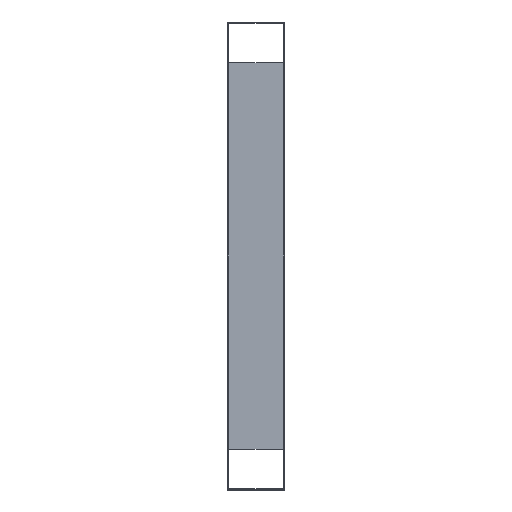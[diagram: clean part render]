
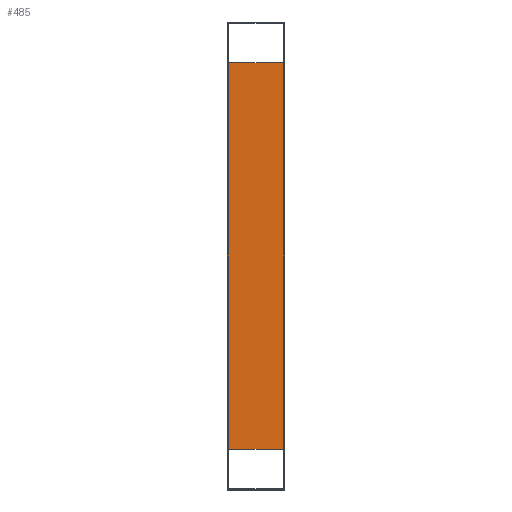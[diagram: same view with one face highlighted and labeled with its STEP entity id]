
A CAD part, left-side view. The second image highlights one B-rep face of the part: STEP entity #485.
In plain terms, the highlighted planar face has unit normal (-1, 0, 0).
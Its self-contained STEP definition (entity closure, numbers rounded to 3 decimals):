
#30 = ORIENTED_EDGE ( 'NONE', *, *, #1918, .T. ) ;
#65 = DIRECTION ( 'NONE',  ( 0., -1., 0. ) ) ;
#138 = VECTOR ( 'NONE', #822, 1000. ) ;
#144 = EDGE_CURVE ( 'NONE', #478, #1544, #2033, .T. ) ;
#168 = ORIENTED_EDGE ( 'NONE', *, *, #863, .T. ) ;
#169 = FACE_OUTER_BOUND ( 'NONE', #1079, .T. ) ;
#179 = CARTESIAN_POINT ( 'NONE',  ( -400., 70., 286.5 ) ) ;
#182 = EDGE_CURVE ( 'NONE', #1691, #553, #970, .T. ) ;
#190 = LINE ( 'NONE', #504, #138 ) ;
#191 = EDGE_CURVE ( 'NONE', #1544, #1905, #1157, .T. ) ;
#240 = DIRECTION ( 'NONE',  ( 0., 0., 1. ) ) ;
#259 = ORIENTED_EDGE ( 'NONE', *, *, #182, .T. ) ;
#271 = ORIENTED_EDGE ( 'NONE', *, *, #1831, .F. ) ;
#316 = CARTESIAN_POINT ( 'NONE',  ( -400., 1.4, 236.5 ) ) ;
#338 = EDGE_LOOP ( 'NONE', ( #1386, #1383, #346, #2133 ) ) ;
#346 = ORIENTED_EDGE ( 'NONE', *, *, #144, .T. ) ;
#452 = LINE ( 'NONE', #872, #1908 ) ;
#460 = EDGE_CURVE ( 'NONE', #1492, #590, #1874, .T. ) ;
#474 = VECTOR ( 'NONE', #1373, 1000. ) ;
#478 = VERTEX_POINT ( 'NONE', #316 ) ;
#481 = VERTEX_POINT ( 'NONE', #179 ) ;
#485 = ADVANCED_FACE ( 'NONE', ( #1021, #1484, #169 ), #1749, .T. ) ;
#504 = CARTESIAN_POINT ( 'NONE',  ( -400., 68.6, -285.1 ) ) ;
#506 = CARTESIAN_POINT ( 'NONE',  ( -400., 70., -433.547 ) ) ;
#530 = VECTOR ( 'NONE', #1374, 1000. ) ;
#548 = VECTOR ( 'NONE', #684, 1000. ) ;
#553 = VERTEX_POINT ( 'NONE', #1044 ) ;
#562 = LINE ( 'NONE', #903, #1627 ) ;
#590 = VERTEX_POINT ( 'NONE', #730 ) ;
#606 = DIRECTION ( 'NONE',  ( 0., 0., -1. ) ) ;
#684 = DIRECTION ( 'NONE',  ( 0., 1., 0. ) ) ;
#706 = ORIENTED_EDGE ( 'NONE', *, *, #1141, .T. ) ;
#730 = CARTESIAN_POINT ( 'NONE',  ( -400., 0., -286.5 ) ) ;
#737 = CARTESIAN_POINT ( 'NONE',  ( -400., 0., 286.5 ) ) ;
#770 = DIRECTION ( 'NONE',  ( 0., 1., 0. ) ) ;
#790 = CARTESIAN_POINT ( 'NONE',  ( -400., 68.6, -236.5 ) ) ;
#818 = CARTESIAN_POINT ( 'NONE',  ( -400., 68.6, -285.1 ) ) ;
#822 = DIRECTION ( 'NONE',  ( 0., 0., 1. ) ) ;
#849 = EDGE_CURVE ( 'NONE', #590, #1533, #1857, .T. ) ;
#858 = DIRECTION ( 'NONE',  ( -1., 0., 0. ) ) ;
#863 = EDGE_CURVE ( 'NONE', #1122, #1199, #1463, .T. ) ;
#872 = CARTESIAN_POINT ( 'NONE',  ( -400., 70., 286.5 ) ) ;
#903 = CARTESIAN_POINT ( 'NONE',  ( -400., 1.4, 285.1 ) ) ;
#932 = AXIS2_PLACEMENT_3D ( 'NONE', #506, #858, #1404 ) ;
#941 = CARTESIAN_POINT ( 'NONE',  ( -400., 68.6, 285.1 ) ) ;
#959 = EDGE_LOOP ( 'NONE', ( #706, #168, #30, #259 ) ) ;
#970 = LINE ( 'NONE', #1472, #1592 ) ;
#1021 = FACE_BOUND ( 'NONE', #959, .T. ) ;
#1044 = CARTESIAN_POINT ( 'NONE',  ( -400., 1.4, -236.5 ) ) ;
#1079 = EDGE_LOOP ( 'NONE', ( #271, #2026, #2176, #1999 ) ) ;
#1122 = VERTEX_POINT ( 'NONE', #1289 ) ;
#1141 = EDGE_CURVE ( 'NONE', #553, #1122, #1491, .T. ) ;
#1157 = LINE ( 'NONE', #1866, #1426 ) ;
#1199 = VERTEX_POINT ( 'NONE', #818 ) ;
#1224 = CARTESIAN_POINT ( 'NONE',  ( -400., 68.6, -285.1 ) ) ;
#1264 = LINE ( 'NONE', #1706, #474 ) ;
#1289 = CARTESIAN_POINT ( 'NONE',  ( -400., 1.4, -285.1 ) ) ;
#1315 = LINE ( 'NONE', #941, #1563 ) ;
#1336 = EDGE_CURVE ( 'NONE', #1533, #481, #452, .T. ) ;
#1373 = DIRECTION ( 'NONE',  ( 0., 0., 1. ) ) ;
#1374 = DIRECTION ( 'NONE',  ( 0., -1., 0. ) ) ;
#1383 = ORIENTED_EDGE ( 'NONE', *, *, #1438, .T. ) ;
#1386 = ORIENTED_EDGE ( 'NONE', *, *, #2190, .T. ) ;
#1404 = DIRECTION ( 'NONE',  ( 0., 0., 1. ) ) ;
#1421 = DIRECTION ( 'NONE',  ( 0., 0., -1. ) ) ;
#1426 = VECTOR ( 'NONE', #240, 1000. ) ;
#1438 = EDGE_CURVE ( 'NONE', #1606, #478, #562, .T. ) ;
#1463 = LINE ( 'NONE', #1224, #548 ) ;
#1472 = CARTESIAN_POINT ( 'NONE',  ( -400., 68.6, -236.5 ) ) ;
#1483 = VECTOR ( 'NONE', #770, 1000. ) ;
#1484 = FACE_BOUND ( 'NONE', #338, .T. ) ;
#1490 = DIRECTION ( 'NONE',  ( 0., -1., 0. ) ) ;
#1491 = LINE ( 'NONE', #2178, #2095 ) ;
#1492 = VERTEX_POINT ( 'NONE', #1614 ) ;
#1524 = VECTOR ( 'NONE', #2101, 1000. ) ;
#1533 = VERTEX_POINT ( 'NONE', #737 ) ;
#1544 = VERTEX_POINT ( 'NONE', #2005 ) ;
#1563 = VECTOR ( 'NONE', #65, 1000. ) ;
#1592 = VECTOR ( 'NONE', #1490, 1000. ) ;
#1606 = VERTEX_POINT ( 'NONE', #1801 ) ;
#1614 = CARTESIAN_POINT ( 'NONE',  ( -400., 70., -286.5 ) ) ;
#1627 = VECTOR ( 'NONE', #1421, 1000. ) ;
#1691 = VERTEX_POINT ( 'NONE', #790 ) ;
#1706 = CARTESIAN_POINT ( 'NONE',  ( -400., 70., -433.547 ) ) ;
#1749 = PLANE ( 'NONE',  #932 ) ;
#1754 = CARTESIAN_POINT ( 'NONE',  ( -400., 70., -286.5 ) ) ;
#1801 = CARTESIAN_POINT ( 'NONE',  ( -400., 1.4, 285.1 ) ) ;
#1825 = CARTESIAN_POINT ( 'NONE',  ( -400., 68.6, 236.5 ) ) ;
#1831 = EDGE_CURVE ( 'NONE', #1492, #481, #1264, .T. ) ;
#1857 = LINE ( 'NONE', #2080, #1524 ) ;
#1866 = CARTESIAN_POINT ( 'NONE',  ( -400., 68.6, 285.1 ) ) ;
#1874 = LINE ( 'NONE', #1754, #530 ) ;
#1905 = VERTEX_POINT ( 'NONE', #2222 ) ;
#1908 = VECTOR ( 'NONE', #2087, 1000. ) ;
#1918 = EDGE_CURVE ( 'NONE', #1199, #1691, #190, .T. ) ;
#1999 = ORIENTED_EDGE ( 'NONE', *, *, #1336, .T. ) ;
#2005 = CARTESIAN_POINT ( 'NONE',  ( -400., 68.6, 236.5 ) ) ;
#2026 = ORIENTED_EDGE ( 'NONE', *, *, #460, .T. ) ;
#2033 = LINE ( 'NONE', #1825, #1483 ) ;
#2080 = CARTESIAN_POINT ( 'NONE',  ( -400., 0., -433.547 ) ) ;
#2087 = DIRECTION ( 'NONE',  ( 0., 1., 0. ) ) ;
#2095 = VECTOR ( 'NONE', #606, 1000. ) ;
#2101 = DIRECTION ( 'NONE',  ( 0., 0., 1. ) ) ;
#2133 = ORIENTED_EDGE ( 'NONE', *, *, #191, .T. ) ;
#2176 = ORIENTED_EDGE ( 'NONE', *, *, #849, .T. ) ;
#2178 = CARTESIAN_POINT ( 'NONE',  ( -400., 1.4, -285.1 ) ) ;
#2190 = EDGE_CURVE ( 'NONE', #1905, #1606, #1315, .T. ) ;
#2222 = CARTESIAN_POINT ( 'NONE',  ( -400., 68.6, 285.1 ) ) ;
